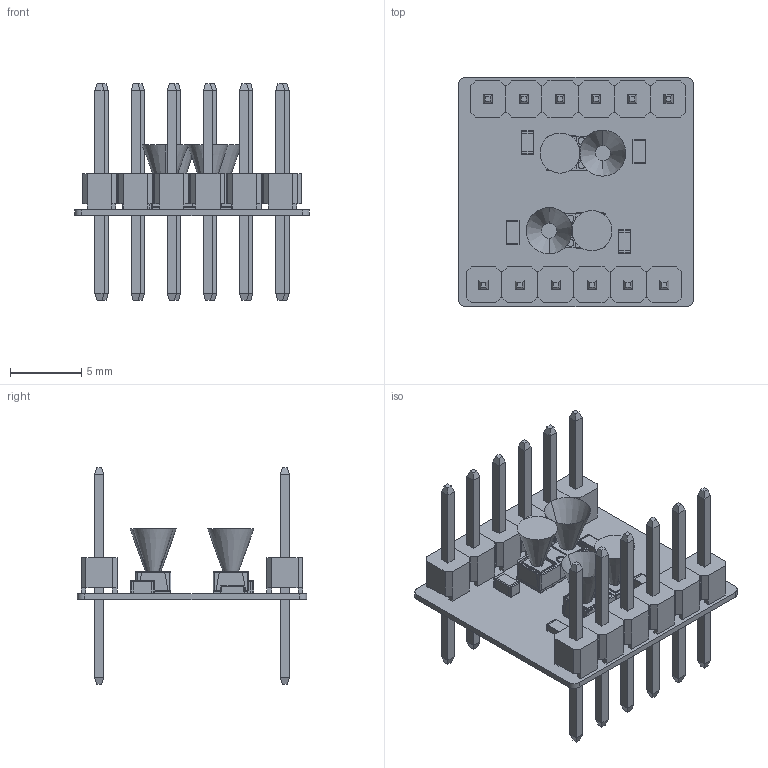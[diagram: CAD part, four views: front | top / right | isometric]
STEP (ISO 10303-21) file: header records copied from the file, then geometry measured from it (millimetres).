
FILE_DESCRIPTION(('Open CASCADE Model'),'2;1');
FILE_NAME('Open CASCADE Shape Model','2025-10-28T13:06:50',('Author'),( 'Open CASCADE'),'Open CASCADE STEP processor 7.5','Open CASCADE 7.5' ,'Unknown');
FILE_SCHEMA(('AUTOMOTIVE_DESIGN { 1 0 10303 214 1 1 1 1 }'));
Length unit declared in the file: millimetre
Products named in the file (41): PCB; Board; Open CASCADE STEP translator 7.5 2.1.1; R4; 6644982992; Mid_Body; Terminal; Open CASCADE STEP translator 6.8 15.2.1; Mark; J6; 6644983552; IC5; 6644983712; VL53L1 Module outline; VL53L1 Exclusion cones; C6; 6644985072; Open CASCADE STEP translator 6.8 6.1.1; Open CASCADE STEP translator 6.8 6.1.2; Open CASCADE STEP translator 6.8 6.2.1; R5; 6644981472; J8; 6644982752; IC6; 6644988032; C7; 6644984752
Assembly tree (42 placements, depth 5):
  PCB
    Board
      Open CASCADE STEP translator 7.5 2.1.1
    R4
      6644982992
        Mid_Body
        Terminal  x2
          Open CASCADE STEP translator 6.8 15.2.1
        Mark
    J6
      6644983552
    IC5
      6644983712
        VL53L1 Module outline
        VL53L1 Exclusion cones
    C6
      6644985072
        Terminal
          Open CASCADE STEP translator 6.8 6.1.1
          Open CASCADE STEP translator 6.8 6.1.2
        Mid_Body
          Open CASCADE STEP translator 6.8 6.2.1
    R5
      6644981472
        Mid_Body
        Terminal  x2
          Open CASCADE STEP translator 6.8 15.2.1
        Mark
    J8
      6644982752
    IC6
      6644988032
        VL53L1 Module outline
        VL53L1 Exclusion cones
    C7
      6644984752
        Terminal
          Open CASCADE STEP translator 6.8 6.1.1
          Open CASCADE STEP translator 6.8 6.1.2
        Mid_Body
          Open CASCADE STEP translator 6.8 6.2.1
Bounding box: 16.5 x 16.1 x 15.2 mm (x, y, z)
Volume: 335.1 mm3; surface area: 1813.5 mm2
Topology: 39 solids, 85 shells, 1362 faces, 3808 edges, 2558 vertices
Faces by surface type: plane 1118, cylinder 138, bspline 62, sphere 28, cone 16
Entity records: 54635 total; most frequent: CARTESIAN_POINT 11215, ORIENTED_EDGE 6748, DIRECTION 6544, EDGE_CURVE 3724, LINE 3266, VECTOR 3266, VERTEX_POINT 2526, AXIS2_PLACEMENT_3D 1639
